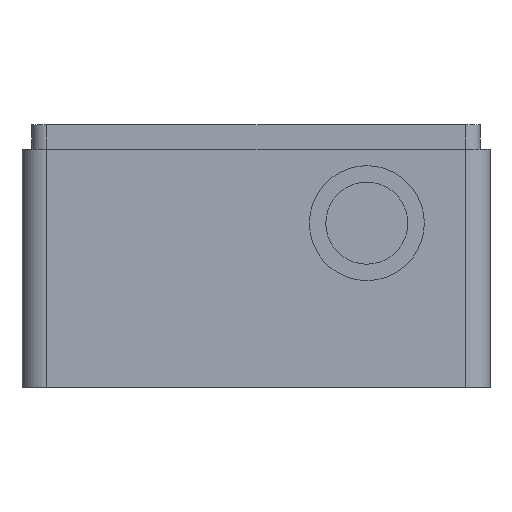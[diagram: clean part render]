
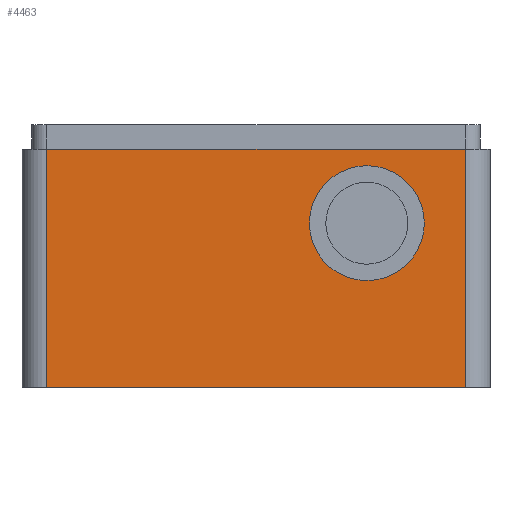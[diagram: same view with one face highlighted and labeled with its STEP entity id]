
A CAD part, left-side view. The second image highlights one B-rep face of the part: STEP entity #4463.
In plain terms, the highlighted planar face has unit normal (-1, 0, 0).
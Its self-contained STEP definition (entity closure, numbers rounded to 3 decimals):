
#715=LINE('',#8295,#1049);
#739=LINE('',#8393,#1073);
#743=LINE('',#8405,#1077);
#745=LINE('',#8408,#1079);
#1049=VECTOR('',#5062,10.);
#1073=VECTOR('',#5154,10.);
#1077=VECTOR('',#5168,10.);
#1079=VECTOR('',#5172,10.);
#1168=FACE_BOUND('',#1652,.T.);
#1383=FACE_OUTER_BOUND('',#1651,.T.);
#1651=EDGE_LOOP('',(#4010,#4011,#4012,#4013));
#1652=EDGE_LOOP('',(#4014));
#1725=CIRCLE('',#4618,7.);
#2105=VERTEX_POINT('',#8281);
#2111=VERTEX_POINT('',#8293);
#2150=VERTEX_POINT('',#8390);
#2151=VERTEX_POINT('',#8392);
#2155=VERTEX_POINT('',#8409);
#2739=EDGE_CURVE('',#2105,#2111,#715,.T.);
#2785=EDGE_CURVE('',#2151,#2150,#739,.F.);
#2792=EDGE_CURVE('',#2105,#2150,#743,.T.);
#2794=EDGE_CURVE('',#2151,#2111,#745,.T.);
#2795=EDGE_CURVE('',#2155,#2155,#1725,.T.);
#4010=ORIENTED_EDGE('',*,*,#2792,.F.);
#4011=ORIENTED_EDGE('',*,*,#2739,.T.);
#4012=ORIENTED_EDGE('',*,*,#2794,.F.);
#4013=ORIENTED_EDGE('',*,*,#2785,.T.);
#4014=ORIENTED_EDGE('',*,*,#2795,.T.);
#4234=PLANE('',#4617);
#4463=ADVANCED_FACE('',(#1383,#1168),#4234,.F.);
#4617=AXIS2_PLACEMENT_3D('',#8407,#5170,#5171);
#4618=AXIS2_PLACEMENT_3D('',#8410,#5173,#5174);
#5062=DIRECTION('',(0.,-1.,0.));
#5154=DIRECTION('',(0.,-1.,0.));
#5168=DIRECTION('',(0.,0.,1.));
#5170=DIRECTION('center_axis',(1.,0.,0.));
#5171=DIRECTION('ref_axis',(0.,0.,-1.));
#5172=DIRECTION('',(0.,0.,-1.));
#5173=DIRECTION('center_axis',(1.,0.,0.));
#5174=DIRECTION('ref_axis',(0.,-1.,0.));
#8281=CARTESIAN_POINT('',(-67.,25.5,0.));
#8293=CARTESIAN_POINT('',(-67.,-25.5,0.));
#8295=CARTESIAN_POINT('',(-67.,-6.113,0.));
#8390=CARTESIAN_POINT('',(-67.,25.5,29.));
#8392=CARTESIAN_POINT('',(-67.,-25.5,29.));
#8393=CARTESIAN_POINT('',(-67.,-6.075,29.));
#8405=CARTESIAN_POINT('',(-67.,25.5,16.975));
#8407=CARTESIAN_POINT('Origin',(-67.,-12.15,19.45));
#8408=CARTESIAN_POINT('',(-67.,-25.5,16.975));
#8409=CARTESIAN_POINT('',(-67.,-6.5,20.));
#8410=CARTESIAN_POINT('Origin',(-67.,-13.5,20.));
